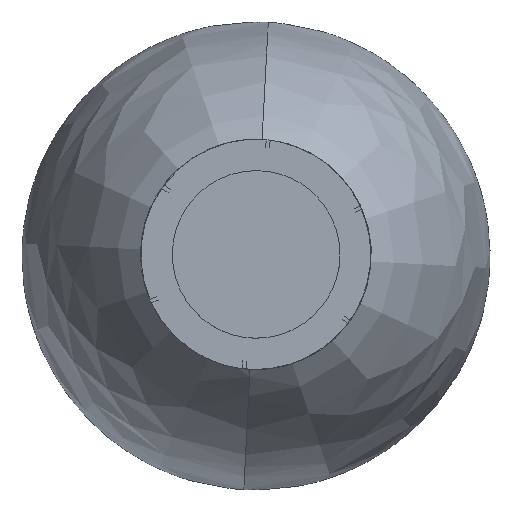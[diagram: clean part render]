
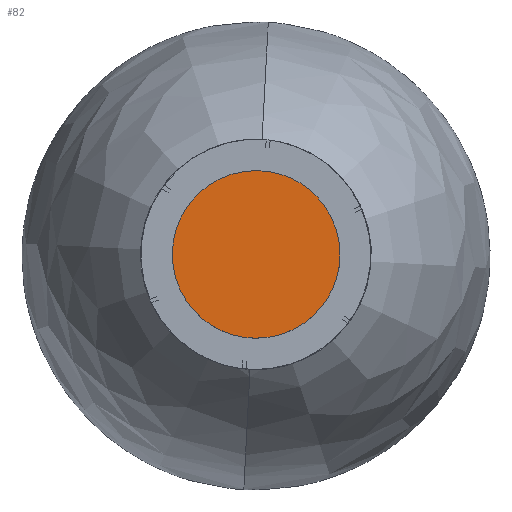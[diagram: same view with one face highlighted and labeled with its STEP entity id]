
A CAD part, top view. The second image highlights one B-rep face of the part: STEP entity #82.
In plain terms, the highlighted free-form (B-spline) face has degree [1, 1] with [2, 2] control points.
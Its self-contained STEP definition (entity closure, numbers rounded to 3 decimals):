
#21=B_SPLINE_SURFACE_WITH_KNOTS('',1,1,((#2970,#2971),(#2972,#2973)),.UNSPECIFIED.,
.F.,.F.,.F.,(2,2),(2,2),(-126.501,7.01),(-40.04,
93.47),.UNSPECIFIED.);
#82=ADVANCED_FACE('',(#155),#21,.T.);
#155=FACE_OUTER_BOUND('',#228,.T.);
#228=EDGE_LOOP('',(#379,#380));
#379=ORIENTED_EDGE('',*,*,#787,.T.);
#380=ORIENTED_EDGE('',*,*,#791,.T.);
#787=EDGE_CURVE('',#1065,#1067,#1317,.T.);
#791=EDGE_CURVE('',#1067,#1065,#1320,.T.);
#1065=VERTEX_POINT('',#2998);
#1067=VERTEX_POINT('',#3000);
#1317=(
BOUNDED_CURVE()
B_SPLINE_CURVE(2,(#2946,#2947,#2948,#2949,#2950),.UNSPECIFIED.,.F.,.F.)
B_SPLINE_CURVE_WITH_KNOTS((3,2,3),(0.,102.803,205.606),
.UNSPECIFIED.)
CURVE()
GEOMETRIC_REPRESENTATION_ITEM()
RATIONAL_B_SPLINE_CURVE((1.,0.707,1.,0.707,1.))
REPRESENTATION_ITEM('')
);
#1320=(
BOUNDED_CURVE()
B_SPLINE_CURVE(2,(#2960,#2961,#2962,#2963,#2964),.UNSPECIFIED.,.F.,.F.)
B_SPLINE_CURVE_WITH_KNOTS((3,2,3),(205.606,308.409,411.212),
.UNSPECIFIED.)
CURVE()
GEOMETRIC_REPRESENTATION_ITEM()
RATIONAL_B_SPLINE_CURVE((1.,0.707,1.,0.707,1.))
REPRESENTATION_ITEM('')
);
#2946=CARTESIAN_POINT('',(59.746,-26.715,0.));
#2947=CARTESIAN_POINT('',(86.461,33.031,0.));
#2948=CARTESIAN_POINT('',(26.715,59.746,0.));
#2949=CARTESIAN_POINT('',(-33.031,86.461,0.));
#2950=CARTESIAN_POINT('',(-59.746,26.715,0.));
#2960=CARTESIAN_POINT('',(-59.746,26.715,0.));
#2961=CARTESIAN_POINT('',(-86.461,-33.031,0.));
#2962=CARTESIAN_POINT('',(-26.715,-59.746,0.));
#2963=CARTESIAN_POINT('',(33.031,-86.461,0.));
#2964=CARTESIAN_POINT('',(59.746,-26.715,0.));
#2970=CARTESIAN_POINT('',(-66.755,-66.755,0.));
#2971=CARTESIAN_POINT('',(-66.755,66.755,0.));
#2972=CARTESIAN_POINT('',(66.755,-66.755,0.));
#2973=CARTESIAN_POINT('',(66.755,66.755,0.));
#2998=CARTESIAN_POINT('',(59.746,-26.715,0.));
#3000=CARTESIAN_POINT('',(-59.746,26.715,0.));
